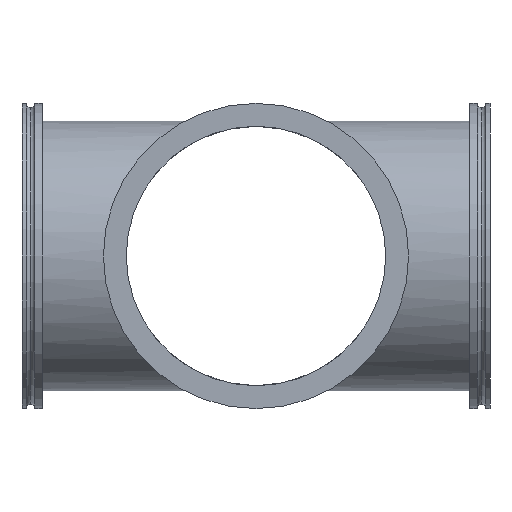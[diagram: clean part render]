
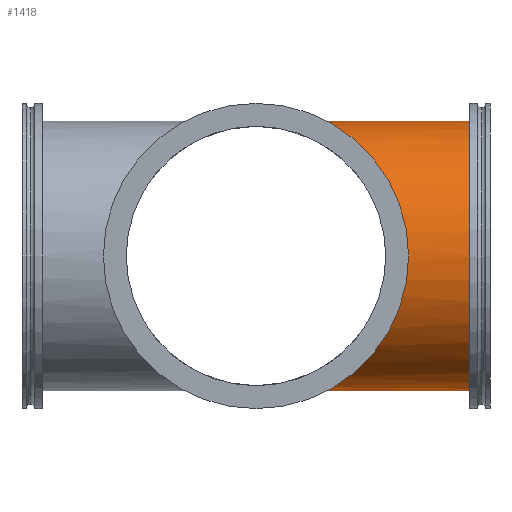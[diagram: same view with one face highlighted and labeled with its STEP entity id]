
A CAD part, front view. The second image highlights one B-rep face of the part: STEP entity #1418.
In plain terms, the highlighted cylindrical face has radius 79.5 mm (diameter 159 mm), a partial arc.
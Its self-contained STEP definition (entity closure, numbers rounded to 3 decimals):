
#232 = VERTEX_POINT ( 'NONE', #2897 ) ;
#299 = ORIENTED_EDGE ( 'NONE', *, *, #573, .T. ) ;
#348 = CARTESIAN_POINT ( 'NONE',  ( 140., 0., 0. ) ) ;
#573 = EDGE_CURVE ( 'NONE', #2169, #232, #1254, .T. ) ;
#658 = DIRECTION ( 'NONE',  ( -1., 0., 0. ) ) ;
#681 = CIRCLE ( 'NONE', #2364, 79.5 ) ;
#728 =( BOUNDED_CURVE ( )  B_SPLINE_CURVE ( 3, ( #1063, #1048, #893, #735 ),
 .UNSPECIFIED., .F., .F. ) 
 B_SPLINE_CURVE_WITH_KNOTS ( ( 4, 4 ),
 ( 1.571, 4.712 ),
 .UNSPECIFIED. ) 
 CURVE ( )  GEOMETRIC_REPRESENTATION_ITEM ( )  RATIONAL_B_SPLINE_CURVE ( ( 1., 0.333, 0.333, 1. ) ) 
 REPRESENTATION_ITEM ( '' )  );
#735 = CARTESIAN_POINT ( 'NONE',  ( 0., 0., 79.5 ) ) ;
#893 = CARTESIAN_POINT ( 'NONE',  ( 159., -159., 79.5 ) ) ;
#966 = AXIS2_PLACEMENT_3D ( 'NONE', #348, #4279, #1396 ) ;
#1048 = CARTESIAN_POINT ( 'NONE',  ( 159., -159., -79.5 ) ) ;
#1063 = CARTESIAN_POINT ( 'NONE',  ( 0., 0., -79.5 ) ) ;
#1087 = CARTESIAN_POINT ( 'NONE',  ( 132., 0., 79.5 ) ) ;
#1196 = VECTOR ( 'NONE', #2269, 1000. ) ;
#1254 = LINE ( 'NONE', #3353, #1196 ) ;
#1328 = VERTEX_POINT ( 'NONE', #3084 ) ;
#1396 = DIRECTION ( 'NONE',  ( 0., 0., 1. ) ) ;
#1418 = ADVANCED_FACE ( 'NONE', ( #3537 ), #2676, .T. ) ;
#1660 = CARTESIAN_POINT ( 'NONE',  ( 132., 0., 0. ) ) ;
#1921 = CARTESIAN_POINT ( 'NONE',  ( 0., 0., -79.5 ) ) ;
#2013 = LINE ( 'NONE', #3127, #3619 ) ;
#2169 = VERTEX_POINT ( 'NONE', #1087 ) ;
#2253 = EDGE_CURVE ( 'NONE', #4148, #232, #728, .T. ) ;
#2269 = DIRECTION ( 'NONE',  ( -1., 0., 0. ) ) ;
#2285 = ORIENTED_EDGE ( 'NONE', *, *, #3991, .F. ) ;
#2334 = ORIENTED_EDGE ( 'NONE', *, *, #2531, .T. ) ;
#2364 = AXIS2_PLACEMENT_3D ( 'NONE', #1660, #658, #4232 ) ;
#2531 = EDGE_CURVE ( 'NONE', #1328, #2169, #681, .T. ) ;
#2676 = CYLINDRICAL_SURFACE ( 'NONE', #966, 79.5 ) ;
#2692 = ORIENTED_EDGE ( 'NONE', *, *, #2253, .F. ) ;
#2897 = CARTESIAN_POINT ( 'NONE',  ( 0., 0., 79.5 ) ) ;
#3084 = CARTESIAN_POINT ( 'NONE',  ( 132., 0., -79.5 ) ) ;
#3109 = DIRECTION ( 'NONE',  ( -1., 0., 0. ) ) ;
#3127 = CARTESIAN_POINT ( 'NONE',  ( 140., 0., -79.5 ) ) ;
#3353 = CARTESIAN_POINT ( 'NONE',  ( 140., 0., 79.5 ) ) ;
#3537 = FACE_OUTER_BOUND ( 'NONE', #3884, .T. ) ;
#3619 = VECTOR ( 'NONE', #3109, 1000. ) ;
#3884 = EDGE_LOOP ( 'NONE', ( #2285, #2334, #299, #2692 ) ) ;
#3991 = EDGE_CURVE ( 'NONE', #1328, #4148, #2013, .T. ) ;
#4148 = VERTEX_POINT ( 'NONE', #1921 ) ;
#4232 = DIRECTION ( 'NONE',  ( 0., 0., 1. ) ) ;
#4279 = DIRECTION ( 'NONE',  ( -1., 0., 0. ) ) ;
